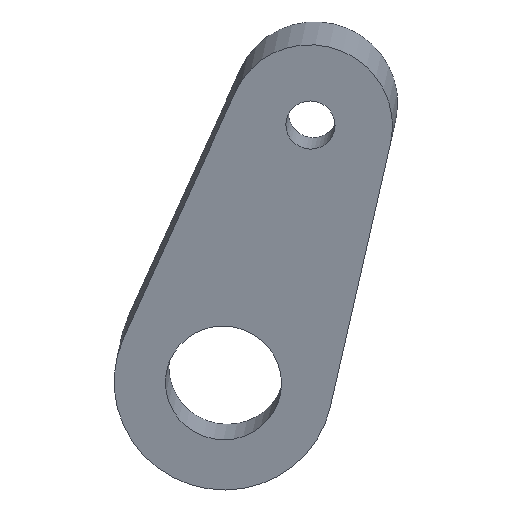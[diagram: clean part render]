
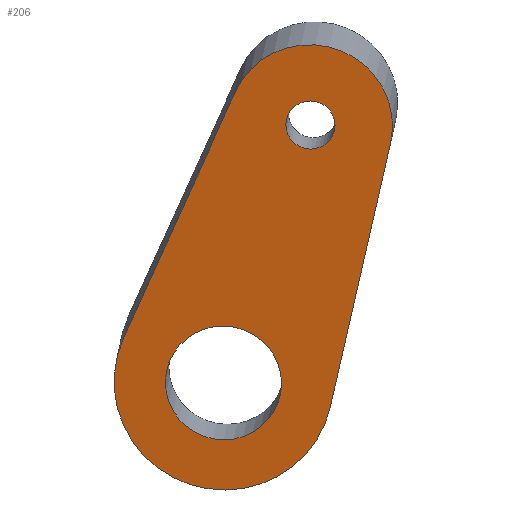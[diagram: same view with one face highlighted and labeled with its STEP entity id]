
A CAD part, top view. The second image highlights one B-rep face of the part: STEP entity #206.
In plain terms, the highlighted planar face has unit normal (-0.047, -0.211, 0.976).
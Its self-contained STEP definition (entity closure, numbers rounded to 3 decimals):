
#55=PLANE('',#234);
#61=LINE('',#347,#69);
#65=LINE('',#358,#73);
#69=VECTOR('',#277,1000.);
#73=VECTOR('',#289,1000.);
#90=ORIENTED_EDGE('',*,*,#124,.T.);
#91=ORIENTED_EDGE('',*,*,#125,.F.);
#92=ORIENTED_EDGE('',*,*,#114,.T.);
#93=ORIENTED_EDGE('',*,*,#123,.T.);
#94=ORIENTED_EDGE('',*,*,#120,.T.);
#95=ORIENTED_EDGE('',*,*,#117,.T.);
#114=EDGE_CURVE('',#134,#133,#147,.F.);
#117=EDGE_CURVE('',#136,#134,#61,.F.);
#120=EDGE_CURVE('',#138,#136,#149,.F.);
#123=EDGE_CURVE('',#133,#138,#65,.F.);
#124=EDGE_CURVE('',#139,#139,#150,.T.);
#125=EDGE_CURVE('',#140,#140,#151,.F.);
#133=VERTEX_POINT('',#340);
#134=VERTEX_POINT('',#342);
#136=VERTEX_POINT('',#348);
#138=VERTEX_POINT('',#354);
#139=VERTEX_POINT('',#361);
#140=VERTEX_POINT('',#363);
#147=CIRCLE('',#228,4.);
#149=CIRCLE('',#232,3.);
#150=CIRCLE('',#235,2.125);
#151=CIRCLE('',#236,0.9);
#161=EDGE_LOOP('',(#90));
#162=EDGE_LOOP('',(#91));
#163=EDGE_LOOP('',(#92,#93,#94,#95));
#181=FACE_BOUND('',#161,.T.);
#182=FACE_BOUND('',#162,.T.);
#183=FACE_BOUND('',#163,.T.);
#206=ADVANCED_FACE('',(#181,#182,#183),#55,.F.);
#228=AXIS2_PLACEMENT_3D('',#341,#271,#272);
#232=AXIS2_PLACEMENT_3D('',#353,#283,#284);
#234=AXIS2_PLACEMENT_3D('',#359,#290,#291);
#235=AXIS2_PLACEMENT_3D('',#360,#292,#293);
#236=AXIS2_PLACEMENT_3D('',#362,#294,#295);
#271=DIRECTION('',(0.047,0.211,-0.976));
#272=DIRECTION('',(-0.852,-0.501,-0.149));
#277=DIRECTION('',(0.404,0.89,0.212));
#283=DIRECTION('',(0.047,0.211,-0.976));
#284=DIRECTION('',(-0.852,-0.501,-0.149));
#289=DIRECTION('',(-0.218,-0.952,-0.216));
#290=DIRECTION('',(0.047,0.211,-0.976));
#291=DIRECTION('',(0.,0.977,0.211));
#292=DIRECTION('',(0.047,0.211,-0.976));
#293=DIRECTION('',(0.,0.977,0.211));
#294=DIRECTION('',(0.047,0.211,-0.976));
#295=DIRECTION('',(0.,0.977,0.211));
#340=CARTESIAN_POINT('',(56.251,26.946,23.455));
#341=CARTESIAN_POINT('',(52.351,27.837,23.46));
#342=CARTESIAN_POINT('',(48.697,29.454,23.634));
#347=CARTESIAN_POINT('',(48.697,29.454,23.634));
#348=CARTESIAN_POINT('',(52.791,38.471,25.781));
#353=CARTESIAN_POINT('',(55.531,37.258,25.651));
#354=CARTESIAN_POINT('',(58.456,36.59,25.647));
#358=CARTESIAN_POINT('',(58.456,36.59,25.647));
#359=CARTESIAN_POINT('',(52.351,27.837,23.46));
#360=CARTESIAN_POINT('',(52.351,27.837,23.46));
#361=CARTESIAN_POINT('',(52.351,29.914,23.909));
#362=CARTESIAN_POINT('',(55.531,37.258,25.651));
#363=CARTESIAN_POINT('',(55.531,38.138,25.841));
